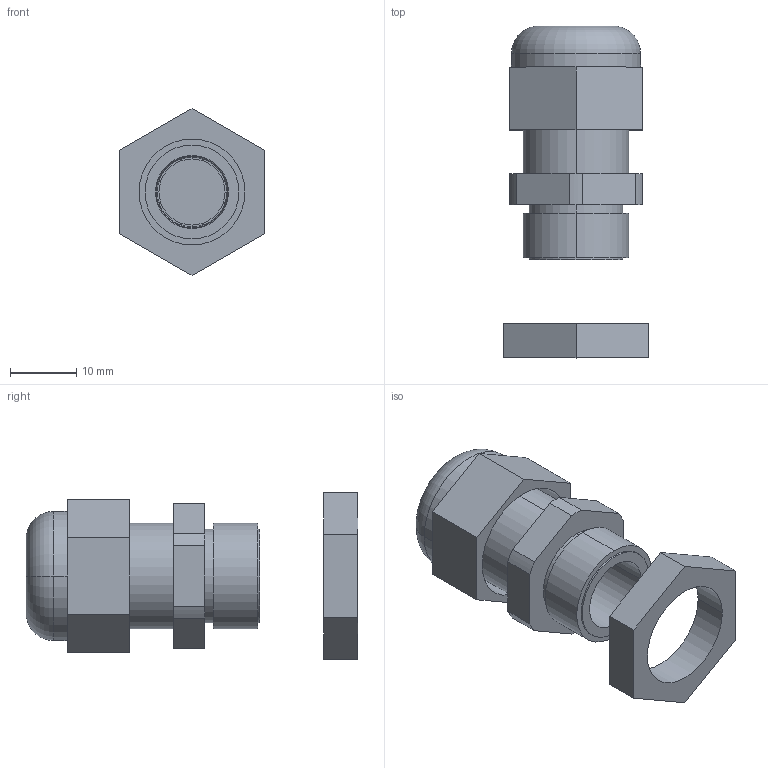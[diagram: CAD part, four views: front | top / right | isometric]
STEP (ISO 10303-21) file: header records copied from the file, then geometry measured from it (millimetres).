
FILE_DESCRIPTION (( 'STEP AP214' ), '1' );
FILE_NAME ('7205657_KSTP1.stp', '2018-04-24T07:09:44', ( '' ), ( '' ), 'SwSTEP 2.0', 'SolidWorks 2016', '' );
FILE_SCHEMA (( 'AUTOMOTIVE_DESIGN' ));
Length unit declared in the file: millimetre
Products named in the file (5): 0073955_M16x1,5 (grafische Darstellung); 0005752_grafische Darstellung; EV501_M16; 0005724_grafische Darstellung; 7205657_KSTP1
Assembly tree (4 placements, depth 2):
  7205657_KSTP1
    0005724_grafische Darstellung
    EV501_M16
    0005752_grafische Darstellung
    0073955_M16x1,5 (grafische Darstellung)
Bounding box: 21.85 x 50.15 x 25.23 mm (x, y, z)
Volume: 7254.9 mm3; surface area: 7317.4 mm2
Topology: 4 solids, 4 shells, 78 faces, 173 edges, 110 vertices
Faces by surface type: cylinder 35, plane 33, torus 6, cone 4
Entity records: 2379 total; most frequent: DIRECTION 423, CARTESIAN_POINT 368, ORIENTED_EDGE 346, EDGE_CURVE 173, AXIS2_PLACEMENT_3D 165, VERTEX_POINT 110, VECTOR 93, LINE 93
